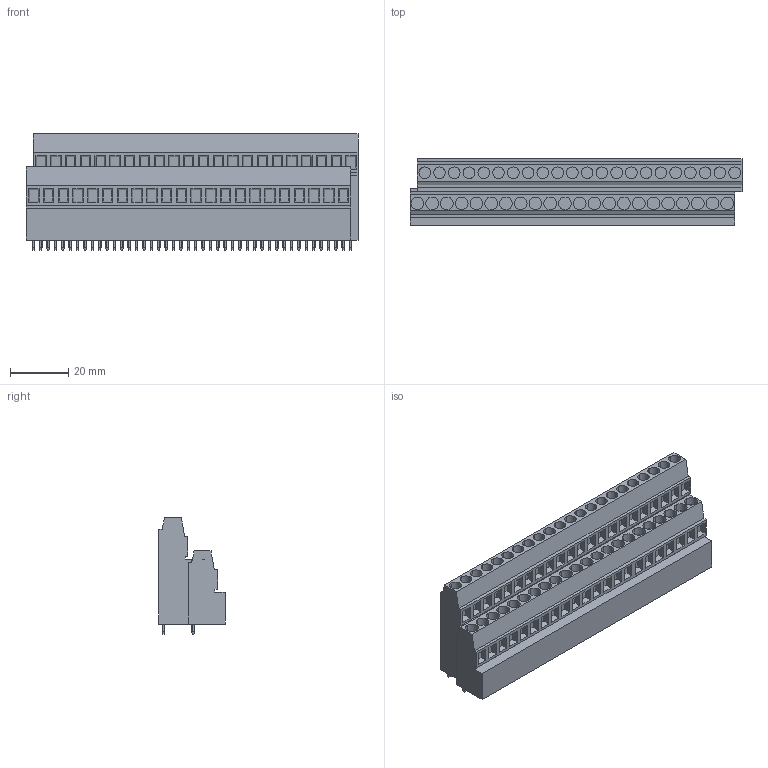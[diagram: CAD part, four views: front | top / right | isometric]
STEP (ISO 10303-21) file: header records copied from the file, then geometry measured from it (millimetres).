
FILE_DESCRIPTION(('CATIA V5 STEP Exchange','CAx-IF Rec.Pracs.--- Model Styling and Organization---1.2---2011-12-15'),'2;1');
FILE_NAME ('D1455742_0_1769440000_1769440000.stp','2018-09-07T14:54:15+00:00',('none'),('Weidmueller'),'CATIA Version 5-6 Release 2014','CATIA V5 STEP AP214','none');
FILE_SCHEMA(('AUTOMOTIVE_DESIGN { 1 0 10303 214 1 1 1 1 }'));
Length unit declared in the file: millimetre
Products named in the file (1): 1769440000
Bounding box: 114.3 x 22.8 x 40.1 mm (x, y, z)
Volume: 65975.2 mm3; surface area: 18961.6 mm2
Topology: 45 solids, 45 shells, 995 faces, 2451 edges, 1634 vertices
Faces by surface type: plane 907, cylinder 88
Entity records: 27313 total; most frequent: CARTESIAN_POINT 5220, ORIENTED_EDGE 4902, DIRECTION 3663, EDGE_CURVE 2451, VECTOR 1923, LINE 1923, VERTEX_POINT 1634, EDGE_LOOP 1083
